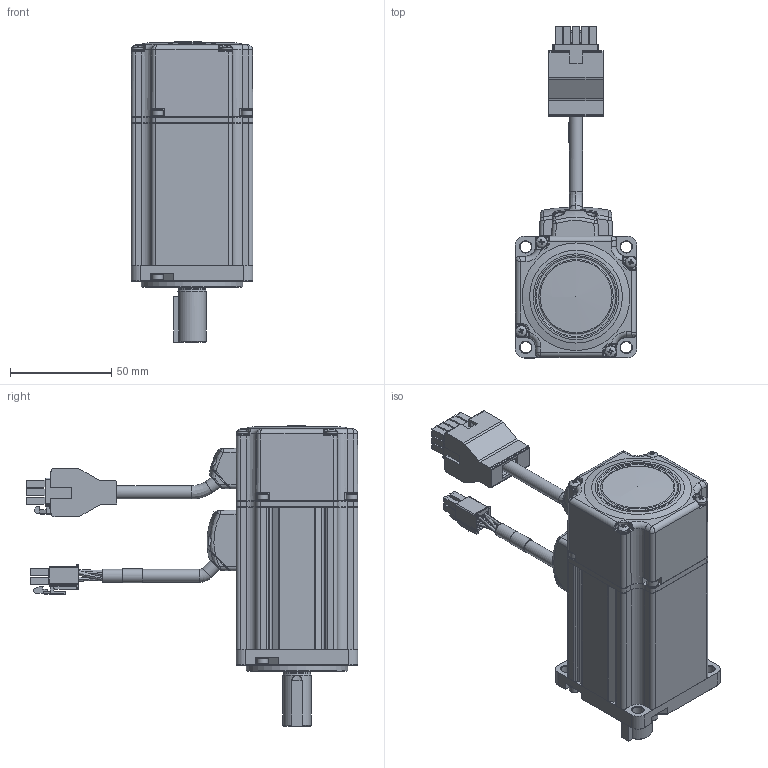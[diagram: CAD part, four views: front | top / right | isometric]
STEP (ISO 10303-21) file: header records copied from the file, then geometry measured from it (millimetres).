
FILE_DESCRIPTION(/* description */ (''),/* implementation_level */ '2;1');
FILE_NAME(/* name */ '4611170000227 SBL60A2-01.stp',/* time_stamp */ '2023-03-24T15:38:56-07:00',/* author */ ('DiegoMartinez'),/* organization */ (''),/* preprocessor_version */ 'ST-DEVELOPER v19.2',/* originating_system */ 'Autodesk Inventor 2023',/* authorisation */ '');
FILE_SCHEMA (('AUTOMOTIVE_DESIGN { 1 0 10303 214 3 1 1 }'));
Products named in the file (55): 4611170000227 SBL60A2-01; PRT0003_QUILT_1; PRT0003_QUILT_2; PRT0003_QUILT_3; PRT0003_QUILT_4; PRT0003_QUILT_5; PRT0003_QUILT_6; PRT0003_QUILT_7; PRT0003_QUILT_8; PRT0003_QUILT_9; PRT0003_QUILT_10; PRT0003_QUILT_11; PRT0003_QUILT_12; PRT0003_QUILT_13; PRT0003_QUILT_14; PRT0003_QUILT_15; PRT0003_QUILT_16; PRT0003_QUILT_17; PRT0003_QUILT_18; PRT0003_QUILT_19; PRT0003_QUILT_20; PRT0003_QUILT_21; PRT0003_QUILT_22; PRT0003_QUILT_23; PRT0003_QUILT_24; PRT0003_QUILT_25; PRT0003_QUILT_26; PRT0003_QUILT_27; PRT0003_QUILT_28; PRT0003_QUILT_29; PRT0003_QUILT_30; PRT0003_QUILT_31; PRT0003_QUILT_32; PRT0003_QUILT_33; PRT0003_QUILT_34; PRT0003_QUILT_35; PRT0003_QUILT_36; PRT0003_QUILT_37; PRT0003_QUILT_38; PRT0003_QUILT_39 ...
Assembly tree (54 placements, depth 2):
  4611170000227 SBL60A2-01
    PRT0003_QUILT_1
    PRT0003_QUILT_2
    PRT0003_QUILT_3
    PRT0003_QUILT_4
    PRT0003_QUILT_5
    PRT0003_QUILT_6
    PRT0003_QUILT_7
    PRT0003_QUILT_8
    PRT0003_QUILT_9
    PRT0003_QUILT_10
    PRT0003_QUILT_11
    PRT0003_QUILT_12
    PRT0003_QUILT_13
    PRT0003_QUILT_14
    PRT0003_QUILT_15
    PRT0003_QUILT_16
    PRT0003_QUILT_17
    PRT0003_QUILT_18
    PRT0003_QUILT_19
    PRT0003_QUILT_20
    PRT0003_QUILT_21
    PRT0003_QUILT_22
    PRT0003_QUILT_23
    PRT0003_QUILT_24
    PRT0003_QUILT_25
    PRT0003_QUILT_26
    PRT0003_QUILT_27
    PRT0003_QUILT_28
    PRT0003_QUILT_29
    PRT0003_QUILT_30
    PRT0003_QUILT_31
    PRT0003_QUILT_32
    PRT0003_QUILT_33
    PRT0003_QUILT_34
    PRT0003_QUILT_35
    PRT0003_QUILT_36
    PRT0003_QUILT_37
    PRT0003_QUILT_38
    PRT0003_QUILT_39
    PRT0003_QUILT_40
    PRT0003_QUILT_41
    PRT0003_QUILT_42
    PRT0003_QUILT_43
    PRT0003_QUILT_44
    PRT0003_QUILT_45
    PRT0003_QUILT_46
    PRT0003_QUILT_47
    PRT0003_QUILT_48
    PRT0003_QUILT_49
    PRT0003_QUILT_50
    PRT0003_QUILT_51
    PRT0003_QUILT_52
    PRT0003_QUILT_53
    PRT0003_QUILT_54
Bounding box: 60 x 163.44 x 148 mm (x, y, z)
Surface area: 62391.7 mm2 (no closed solid volume)
Topology: 0 solids, 54 shells, 1053 faces, 3246 edges, 2205 vertices
Faces by surface type: plane 546, cylinder 232, bspline 132, cone 84, torus 48, sphere 11
Full cylindrical faces by diameter (mm): 2.6 x19, 3.316 x1, 4.2 x1, 5.3 x1, 5.5 x16, 6 x12, 6.318 x2, 6.45 x2, 6.5 x1, 6.8 x2, 13.6 x1, 14 x1, 15 x1, 22 x1, 25 x1, 50 x1
Entity records: 68897 total; most frequent: CARTESIAN_POINT 37386, DIRECTION 5619, ORIENTED_EDGE 5549, EDGE_CURVE 3244, VERTEX_POINT 2205, LINE 1991, VECTOR 1991, AXIS2_PLACEMENT_3D 1814
